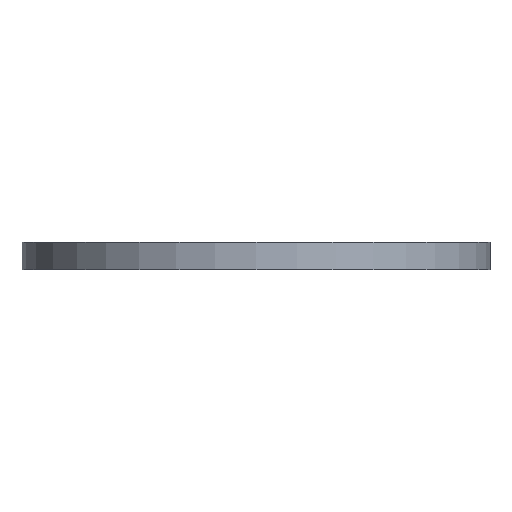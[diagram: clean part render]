
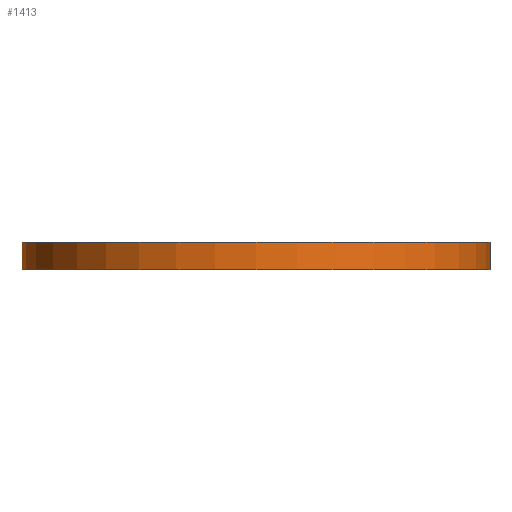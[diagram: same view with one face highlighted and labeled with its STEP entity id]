
A CAD part, left-side view. The second image highlights one B-rep face of the part: STEP entity #1413.
In plain terms, the highlighted cylindrical face has radius 51 mm (diameter 102 mm), a partial arc.
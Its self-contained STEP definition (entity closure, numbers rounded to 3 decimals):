
#144=FACE_OUTER_BOUND('',#241,.T.);
#241=EDGE_LOOP('',(#1305,#1306,#1307,#1308));
#315=LINE('',#2231,#444);
#370=LINE('',#2385,#499);
#444=VECTOR('',#1800,10.);
#499=VECTOR('',#1979,10.);
#510=CIRCLE('',#1443,51.);
#554=CIRCLE('',#1511,51.);
#594=VERTEX_POINT('',#2034);
#595=VERTEX_POINT('',#2036);
#668=VERTEX_POINT('',#2229);
#675=VERTEX_POINT('',#2246);
#731=EDGE_CURVE('',#594,#595,#510,.T.);
#829=EDGE_CURVE('',#668,#594,#315,.T.);
#838=EDGE_CURVE('',#668,#675,#554,.T.);
#906=EDGE_CURVE('',#675,#595,#370,.T.);
#1305=ORIENTED_EDGE('',*,*,#838,.T.);
#1306=ORIENTED_EDGE('',*,*,#906,.T.);
#1307=ORIENTED_EDGE('',*,*,#731,.F.);
#1308=ORIENTED_EDGE('',*,*,#829,.F.);
#1344=CYLINDRICAL_SURFACE('',#1568,51.);
#1413=ADVANCED_FACE('',(#144),#1344,.T.);
#1443=AXIS2_PLACEMENT_3D('',#2037,#1616,#1617);
#1511=AXIS2_PLACEMENT_3D('',#2248,#1815,#1816);
#1568=AXIS2_PLACEMENT_3D('',#2386,#1980,#1981);
#1616=DIRECTION('center_axis',(0.,0.,1.));
#1617=DIRECTION('ref_axis',(1.,0.,0.));
#1800=DIRECTION('',(0.,0.,1.));
#1815=DIRECTION('center_axis',(0.,0.,1.));
#1816=DIRECTION('ref_axis',(1.,0.,0.));
#1979=DIRECTION('',(0.,0.,1.));
#1980=DIRECTION('center_axis',(0.,0.,1.));
#1981=DIRECTION('ref_axis',(-1.,0.,0.));
#2034=CARTESIAN_POINT('',(0.,51.,6.));
#2036=CARTESIAN_POINT('',(0.,-51.,6.));
#2037=CARTESIAN_POINT('Origin',(0.,0.,6.));
#2229=CARTESIAN_POINT('',(0.,51.,0.));
#2231=CARTESIAN_POINT('',(0.,51.,0.));
#2246=CARTESIAN_POINT('',(0.,-51.,0.));
#2248=CARTESIAN_POINT('Origin',(0.,0.,0.));
#2385=CARTESIAN_POINT('',(0.,-51.,0.));
#2386=CARTESIAN_POINT('Origin',(0.,0.,0.));
